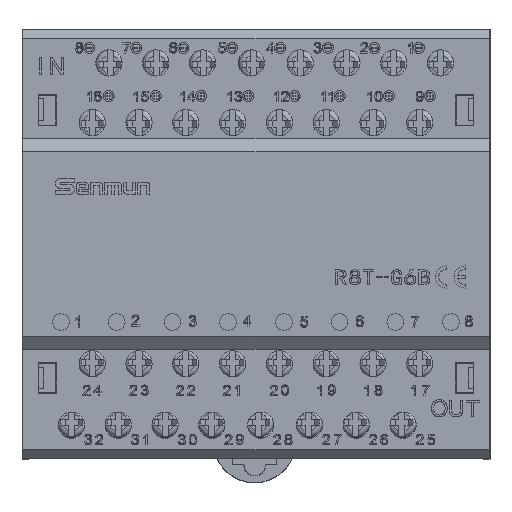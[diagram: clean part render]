
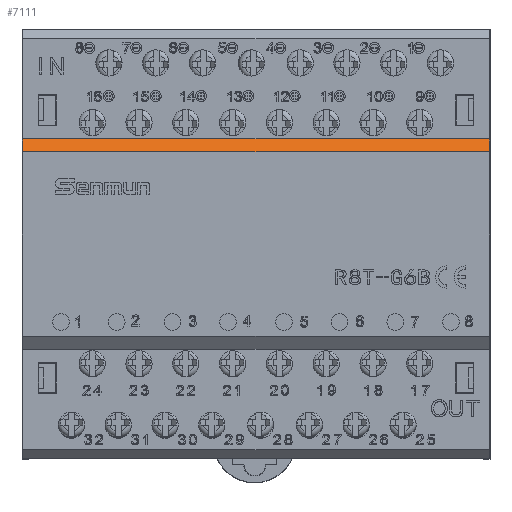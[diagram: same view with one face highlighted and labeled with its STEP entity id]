
A CAD part, top view. The second image highlights one B-rep face of the part: STEP entity #7111.
In plain terms, the highlighted planar face has unit normal (0, 0.632, 0.775).
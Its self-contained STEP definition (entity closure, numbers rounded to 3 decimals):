
#3269=FACE_OUTER_BOUND('',#17471,.T.);
#7111=ADVANCED_FACE('',(#3269),#10704,.T.);
#10704=PLANE('',#77390);
#17471=EDGE_LOOP('',(#33283,#33284,#33285,#33286));
#33283=ORIENTED_EDGE('',*,*,#48006,.T.);
#33284=ORIENTED_EDGE('',*,*,#54482,.F.);
#33285=ORIENTED_EDGE('',*,*,#54924,.T.);
#33286=ORIENTED_EDGE('',*,*,#54456,.F.);
#41038=VERTEX_POINT('',#97623);
#41039=VERTEX_POINT('',#97625);
#45546=VERTEX_POINT('',#120579);
#45560=VERTEX_POINT('',#120622);
#48006=EDGE_CURVE('',#41039,#41038,#58320,.T.);
#54456=EDGE_CURVE('',#41039,#45546,#63392,.T.);
#54482=EDGE_CURVE('',#45560,#41038,#63418,.T.);
#54924=EDGE_CURVE('',#45560,#45546,#63692,.T.);
#58320=LINE('',#97624,#66246);
#63392=LINE('',#120578,#71464);
#63418=LINE('',#120623,#71490);
#63692=LINE('',#125517,#71764);
#66246=VECTOR('',#79418,1.);
#71464=VECTOR('',#90266,1.);
#71490=VECTOR('',#90300,1.);
#71764=VECTOR('',#90674,1.);
#77390=AXIS2_PLACEMENT_3D('',#125841,#90778,#90779);
#79418=DIRECTION('',(1.,0.,0.));
#90266=DIRECTION('',(-0.006,0.775,-0.632));
#90300=DIRECTION('',(-0.006,-0.775,0.632));
#90674=DIRECTION('',(-1.,0.,0.));
#90778=DIRECTION('',(0.,0.632,0.775));
#90779=DIRECTION('',(0.,0.775,-0.632));
#97623=CARTESIAN_POINT('',(418.977,55.516,33.299));
#97624=CARTESIAN_POINT('',(376.893,55.516,33.299));
#97625=CARTESIAN_POINT('',(334.709,55.516,33.299));
#120578=CARTESIAN_POINT('',(334.733,52.11,36.074));
#120579=CARTESIAN_POINT('',(334.692,57.862,31.387));
#120622=CARTESIAN_POINT('',(418.994,57.862,31.387));
#120623=CARTESIAN_POINT('',(418.953,52.11,36.074));
#125517=CARTESIAN_POINT('',(419.095,57.862,31.387));
#125841=CARTESIAN_POINT('',(419.095,58.232,31.085));
